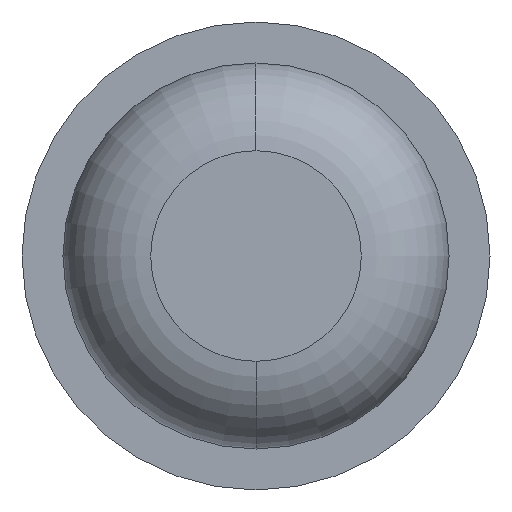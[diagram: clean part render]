
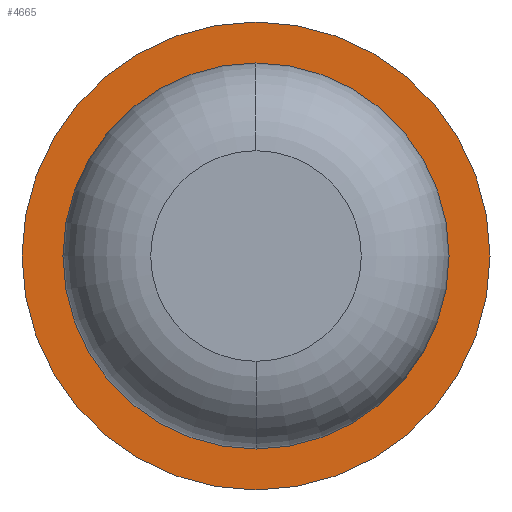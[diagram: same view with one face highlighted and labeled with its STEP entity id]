
A CAD part, front view. The second image highlights one B-rep face of the part: STEP entity #4665.
In plain terms, the highlighted planar face has unit normal (0, -1, 0).
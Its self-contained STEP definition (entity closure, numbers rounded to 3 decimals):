
#2 = DIRECTION ( 'NONE',  ( 0., 1., 0. ) ) ;
#13 = EDGE_CURVE ( 'Defeature ausgef�hrt1_7+Defeature ausgef�hrt1_1+Defeature ausgef�hrt1_1+Defeature ausgef�hrt1_1', #661, #2502, #461, .T. ) ;
#461 = CIRCLE ( 'NONE', #1729, 0.825 ) ;
#598 = PLANE ( 'NONE',  #1713 ) ;
#661 = VERTEX_POINT ( 'NONE', #4153 ) ;
#759 = EDGE_CURVE ( 'Defeature ausgef�hrt1_6+Defeature ausgef�hrt1_7+Defeature ausgef�hrt1_7+Defeature ausgef�hrt1_7', #2217, #795, #913, .T. ) ;
#775 = CARTESIAN_POINT ( 'NONE',  ( -1., -10., 0. ) ) ;
#795 = VERTEX_POINT ( 'NONE', #3851 ) ;
#909 = DIRECTION ( 'NONE',  ( -1., 0., 0. ) ) ;
#913 = CIRCLE ( 'NONE', #4375, 1. ) ;
#1175 = ORIENTED_EDGE ( 'NONE', *, *, #13, .T. ) ;
#1240 = EDGE_CURVE ( 'Defeature ausgef�hrt1_7+Defeature ausgef�hrt1_1+Defeature ausgef�hrt1_1+Defeature ausgef�hrt1_1', #2502, #661, #3053, .T. ) ;
#1263 = AXIS2_PLACEMENT_3D ( 'NONE', #4242, #3143, #909 ) ;
#1606 = CARTESIAN_POINT ( 'NONE',  ( 0., -10., 0. ) ) ;
#1713 = AXIS2_PLACEMENT_3D ( 'NONE', #1731, #4317, #4713 ) ;
#1729 = AXIS2_PLACEMENT_3D ( 'NONE', #2212, #2259, #2229 ) ;
#1731 = CARTESIAN_POINT ( 'NONE',  ( 0.825, -10., 0. ) ) ;
#1873 = DIRECTION ( 'NONE',  ( -1., 0., 0. ) ) ;
#2154 = ORIENTED_EDGE ( 'NONE', *, *, #1240, .T. ) ;
#2212 = CARTESIAN_POINT ( 'NONE',  ( 0., -10., 0. ) ) ;
#2217 = VERTEX_POINT ( 'NONE', #775 ) ;
#2229 = DIRECTION ( 'NONE',  ( -1., 0., 0. ) ) ;
#2259 = DIRECTION ( 'NONE',  ( 0., 1., 0. ) ) ;
#2360 = CARTESIAN_POINT ( 'NONE',  ( 0., -10., -0.825 ) ) ;
#2415 = ORIENTED_EDGE ( 'NONE', *, *, #3899, .F. ) ;
#2502 = VERTEX_POINT ( 'NONE', #2360 ) ;
#3020 = FACE_OUTER_BOUND ( 'NONE', #3559, .T. ) ;
#3053 = CIRCLE ( 'NONE', #1263, 0.825 ) ;
#3113 = ORIENTED_EDGE ( 'NONE', *, *, #759, .F. ) ;
#3138 = AXIS2_PLACEMENT_3D ( 'NONE', #4010, #2, #1873 ) ;
#3143 = DIRECTION ( 'NONE',  ( 0., 1., 0. ) ) ;
#3422 = DIRECTION ( 'NONE',  ( 0., 1., 0. ) ) ;
#3480 = DIRECTION ( 'NONE',  ( -1., 0., 0. ) ) ;
#3559 = EDGE_LOOP ( 'NONE', ( #3113, #2415 ) ) ;
#3851 = CARTESIAN_POINT ( 'NONE',  ( 1., -10., 0. ) ) ;
#3882 = CIRCLE ( 'NONE', #3138, 1. ) ;
#3899 = EDGE_CURVE ( 'Defeature ausgef�hrt1_6+Defeature ausgef�hrt1_7+Defeature ausgef�hrt1_7+Defeature ausgef�hrt1_7', #795, #2217, #3882, .T. ) ;
#4010 = CARTESIAN_POINT ( 'NONE',  ( 0., -10., 0. ) ) ;
#4153 = CARTESIAN_POINT ( 'NONE',  ( 0., -10., 0.825 ) ) ;
#4160 = EDGE_LOOP ( 'NONE', ( #1175, #2154 ) ) ;
#4242 = CARTESIAN_POINT ( 'NONE',  ( 0., -10., 0. ) ) ;
#4317 = DIRECTION ( 'NONE',  ( 0., 1., 0. ) ) ;
#4375 = AXIS2_PLACEMENT_3D ( 'NONE', #1606, #3422, #3480 ) ;
#4646 = FACE_BOUND ( 'NONE', #4160, .T. ) ;
#4665 = ADVANCED_FACE ( 'Defeature ausgef�hrt1_7', ( #3020, #4646 ), #598, .F. ) ;
#4713 = DIRECTION ( 'NONE',  ( -1., 0., 0. ) ) ;
